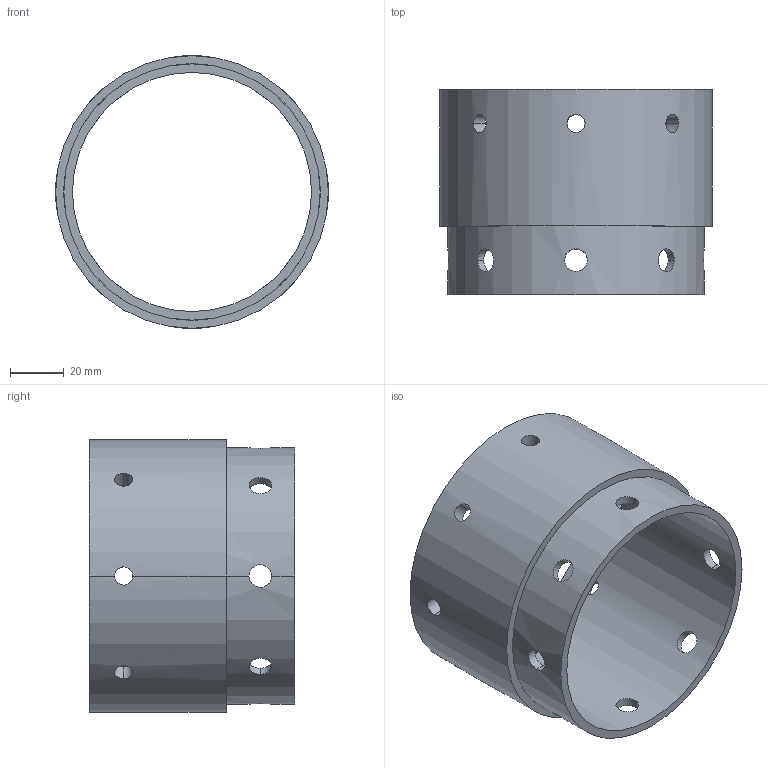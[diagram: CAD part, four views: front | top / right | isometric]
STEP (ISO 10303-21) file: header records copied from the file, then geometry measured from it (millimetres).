
FILE_DESCRIPTION (( 'STEP AP214' ), '1' );
FILE_NAME ('INRG-200S-8X3125C-8X250C Interface Ring, Tank, Mojave Sphinx.STEP', '2024-08-17T20:16:33', ( '' ), ( '' ), 'SwSTEP 2.0', 'SolidWorks 2022', '' );
FILE_SCHEMA (( 'AUTOMOTIVE_DESIGN' ));
Length unit declared in the file: inch
Products named in the file (1): INRG-200S-8X3125C-8X250C Interface Ring, Tank, Mojave Sphinx
Bounding box: 101.35 x 76.2 x 101.35 mm (x, y, z)
Volume: 114592.8 mm3; surface area: 49039.8 mm2
Topology: 1 solids, 1 shells, 41 faces, 138 edges, 92 vertices
Faces by surface type: cylinder 38, plane 3
Entity records: 3960 total; most frequent: CARTESIAN_POINT 2384, ORIENTED_EDGE 276, DIRECTION 154, EDGE_CURVE 138, VERTEX_POINT 92, B_SPLINE_CURVE_WITH_KNOTS 80, EDGE_LOOP 68, AXIS2_PLACEMENT_3D 54
